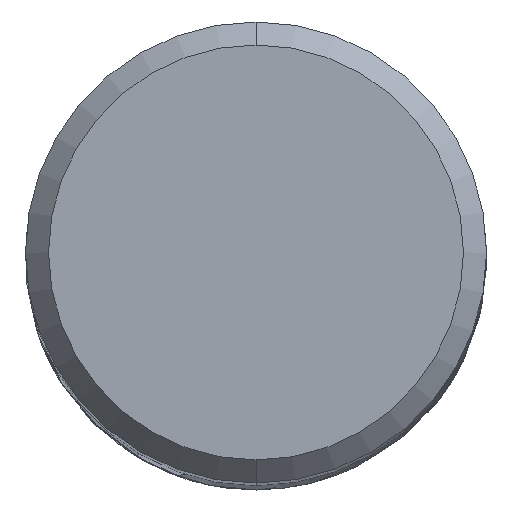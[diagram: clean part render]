
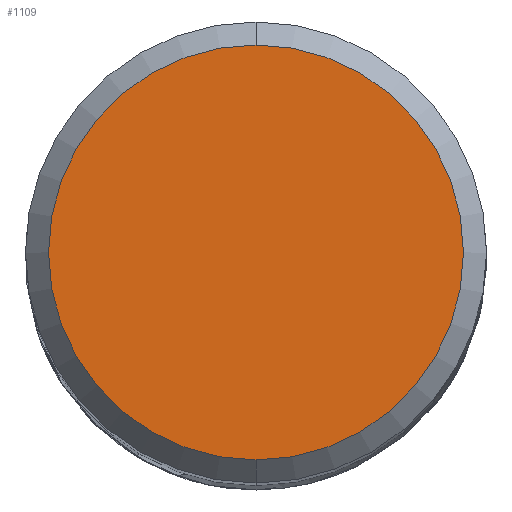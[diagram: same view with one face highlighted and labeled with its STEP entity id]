
A CAD part, top view. The second image highlights one B-rep face of the part: STEP entity #1109.
In plain terms, the highlighted planar face has unit normal (0, 0, 1).
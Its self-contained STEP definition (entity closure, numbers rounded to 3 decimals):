
#935=EDGE_CURVE('',#1029,#1335,#1915,.T.);
#1029=VERTEX_POINT('',#2013);
#1109=ADVANCED_FACE('',(#2105),#2106,.T.);
#1279=EDGE_CURVE('',#1335,#1029,#2293,.T.);
#1335=VERTEX_POINT('',#2351);
#1915=CIRCLE('',#8614,7.2);
#2013=CARTESIAN_POINT('',(0.0,7.2,0.0));
#2105=FACE_OUTER_BOUND('',#10245,.T.);
#2106=PLANE('',#10246);
#2293=CIRCLE('',#12738,7.2);
#2351=CARTESIAN_POINT('',(0.,-7.2,0.0));
#8614=AXIS2_PLACEMENT_3D('',#14456,#14457,#14458);
#10245=EDGE_LOOP('',(#14650,#14651));
#10246=AXIS2_PLACEMENT_3D('',#14652,#14653,#14654);
#12738=AXIS2_PLACEMENT_3D('',#14862,#14863,#14864);
#14456=CARTESIAN_POINT('',(0.0,0.0,0.0));
#14457=DIRECTION('',(0.0,0.0,-1.0));
#14458=DIRECTION('',(0.0,1.0,0.0));
#14650=ORIENTED_EDGE('',*,*,#935,.F.);
#14651=ORIENTED_EDGE('',*,*,#1279,.F.);
#14652=CARTESIAN_POINT('',(0.0,3.6,0.0));
#14653=DIRECTION('',(-0.0,0.0,1.0));
#14654=DIRECTION('',(0.0,-1.0,0.0));
#14862=CARTESIAN_POINT('',(0.0,0.0,0.0));
#14863=DIRECTION('',(0.0,0.0,-1.0));
#14864=DIRECTION('',(0.0,1.0,0.0));
